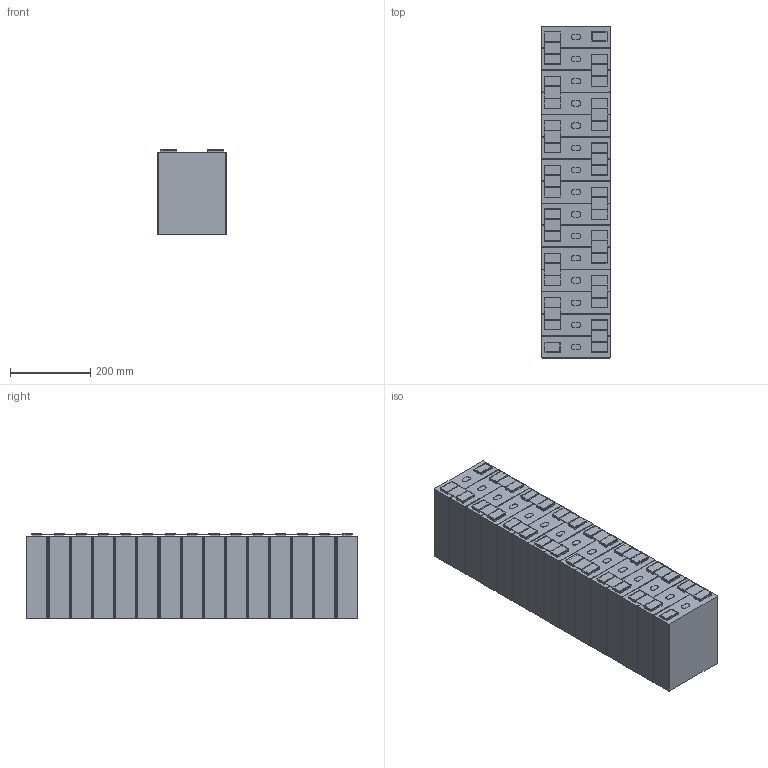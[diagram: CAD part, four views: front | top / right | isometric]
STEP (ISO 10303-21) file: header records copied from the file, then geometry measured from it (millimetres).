
FILE_DESCRIPTION( ( 'STEP Version 203' ), '1' );
FILE_NAME( 'lfp.stp', '07/22/24 14:00:32', ( 'Nitin' ), ( ' ' ), 'PSStep 21.0.47', 'DesignModeler STEP Output', ' ' );
FILE_SCHEMA( ( 'AUTOMOTIVE_DESIGN { 1 0 10303 214 1 1 1 1 }' ) );
Length unit declared in the file: metre
Products named in the file (43): busbar; FB; Part1
Bounding box: 173 x 829.5 x 211.6 mm (x, y, z)
Volume: 29424399.9 mm3; surface area: 2475192.2 mm2
Topology: 43 solids, 43 shells, 1601 faces, 3816 edges, 2320 vertices
Faces by surface type: plane 745, cylinder 632, sphere 112, torus 112
Entity records: 58826 total; most frequent: DIRECTION 8480, CARTESIAN_POINT 7724, ORIENTED_EDGE 7520, EDGE_CURVE 3760, AXIS2_PLACEMENT_3D 3076, LINE 2328, VECTOR 2328, VERTEX_POINT 2320
